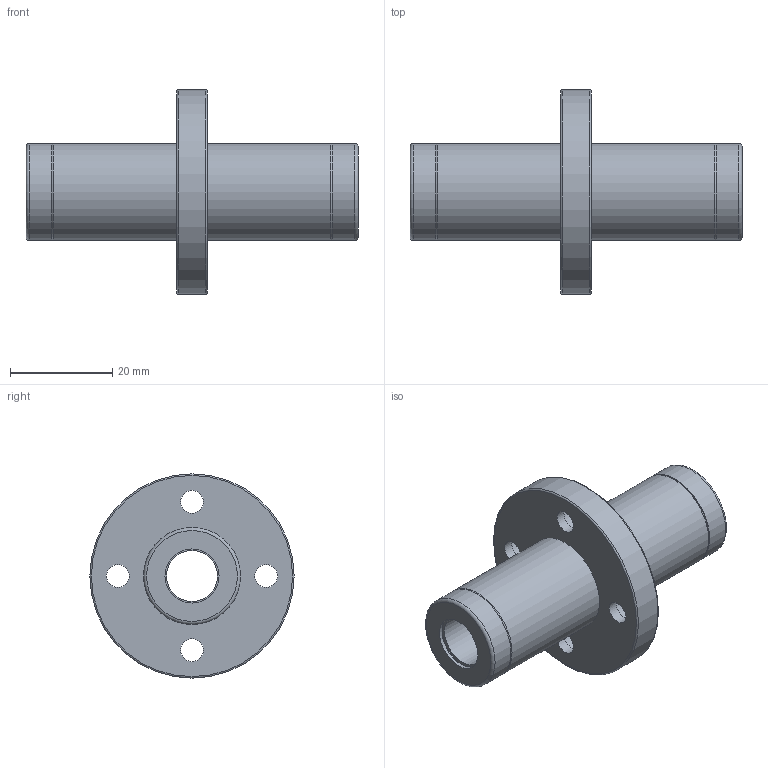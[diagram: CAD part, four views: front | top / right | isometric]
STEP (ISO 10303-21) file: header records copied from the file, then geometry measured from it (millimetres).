
FILE_DESCRIPTION(/* description */ ('STEP AP203'),/* implementation_level */ '2;1');
FILE_NAME(/* name */ 'LMFM10LUU-MX',/* time_stamp */ '2022-08-25T04:29:29+02:00',/* author */ ('License CC BY-ND 4.0'),/* organization */ ('CADENAS'),/* preprocessor_version */ 'ST-DEVELOPER v18.102',/* originating_system */ 'PARTsolutions',/* authorisation */ ' ');
FILE_SCHEMA (('CONFIG_CONTROL_DESIGN'));
Length unit declared in the file: millimetre
Products named in the file (1): LMFM10LUU-MX
Bounding box: 65 x 40 x 40 mm (x, y, z)
Volume: 18273.7 mm3; surface area: 9078.5 mm2
Topology: 1 solids, 1 shells, 38 faces, 67 edges, 43 vertices
Faces by surface type: cylinder 18, plane 14, torus 6
Full cylindrical faces by diameter (mm): 4.5 x4, 7.5 x4, 10 x1, 10.6 x2, 11.2 x2, 19 x4, 40 x1
Entity records: 854 total; most frequent: DIRECTION 162, CARTESIAN_POINT 123, ORIENTED_EDGE 84, EDGE_LOOP 84, FACE_BOUND 84, AXIS2_PLACEMENT_3D 81, EDGE_CURVE 42, VERTEX_POINT 42
